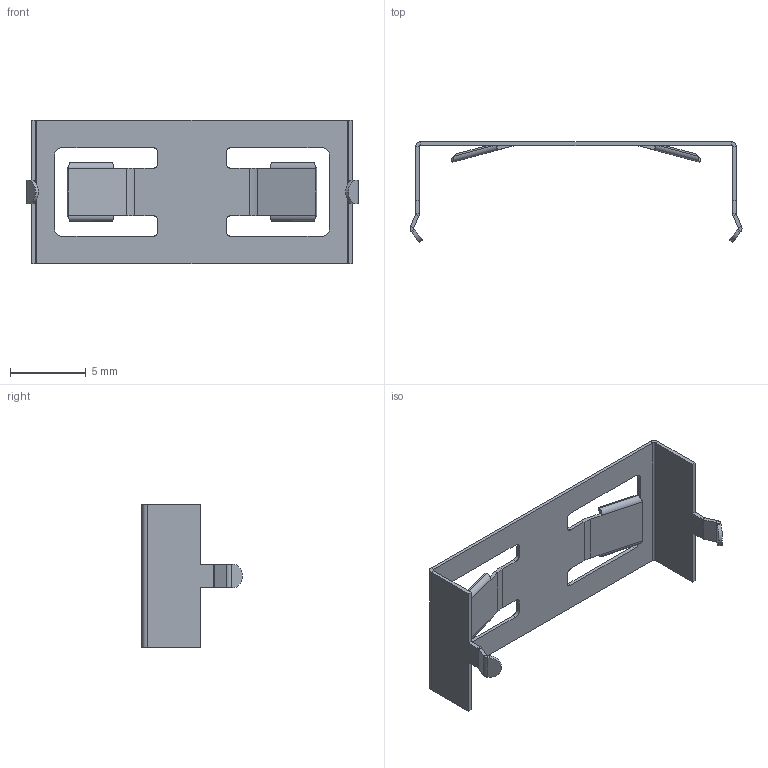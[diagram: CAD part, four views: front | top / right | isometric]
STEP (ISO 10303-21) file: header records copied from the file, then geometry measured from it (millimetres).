
FILE_DESCRIPTION (( 'STEP AP214' ), '1' );
FILE_NAME ('BC-2400.STEP', '2019-10-02T14:54:41', ( '' ), ( '' ), 'SwSTEP 2.0', 'SolidWorks 2017', '' );
FILE_SCHEMA (( 'AUTOMOTIVE_DESIGN' ));
Length unit declared in the file: millimetre
Products named in the file (1): BC-2400
Bounding box: 21.95 x 6.65 x 9.52 mm (x, y, z)
Volume: 60.5 mm3; surface area: 524.6 mm2
Topology: 1 solids, 1 shells, 152 faces, 354 edges, 204 vertices
Faces by surface type: plane 100, cylinder 48, bspline 4
Entity records: 4296 total; most frequent: CARTESIAN_POINT 811, DIRECTION 724, ORIENTED_EDGE 708, EDGE_CURVE 354, LINE 250, VECTOR 250, AXIS2_PLACEMENT_3D 237, VERTEX_POINT 204
